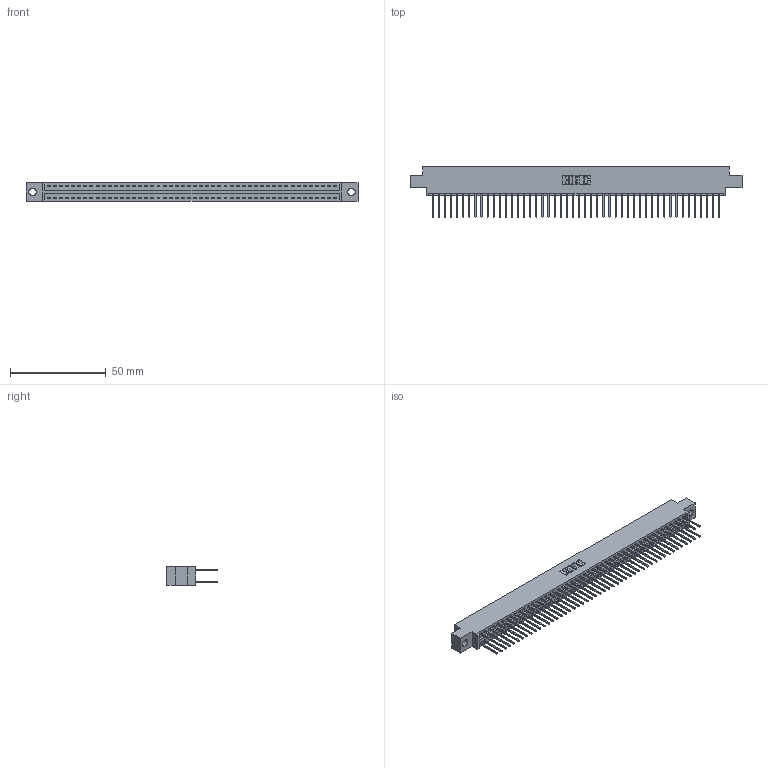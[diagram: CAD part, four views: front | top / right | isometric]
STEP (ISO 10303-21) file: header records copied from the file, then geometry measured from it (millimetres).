
FILE_DESCRIPTION (( 'STEP AP203' ), '1' );
FILE_NAME ('396-096-522-804.STEP', '2019-11-02T16:36:52', ( '' ), ( '' ), 'SwSTEP 2.0', 'SolidWorks 2016', '' );
FILE_SCHEMA (( 'CONFIG_CONTROL_DESIGN' ));
Length unit declared in the file: inch
Products named in the file (3): 345-292-001_345-293-122; 396-096-522-804; 346 Part_0.170 Offset - 0.156 Dia-TH
Assembly tree (97 placements, depth 2):
  396-096-522-804
    346 Part_0.170 Offset - 0.156 Dia-TH
    345-292-001_345-293-122  x96
Bounding box: 172.97 x 26.42 x 9.4 mm (x, y, z)
Volume: 16917.2 mm3; surface area: 24481.4 mm2
Topology: 97 solids, 97 shells, 5118 faces, 15221 edges, 10018 vertices
Faces by surface type: plane 3440, cylinder 1678
Entity records: 30671 total; most frequent: CARTESIAN_POINT 5048, ORIENTED_EDGE 4982, DIRECTION 4499, EDGE_CURVE 2491, VECTOR 2167, LINE 2167, VERTEX_POINT 1658, AXIS2_PLACEMENT_3D 1166
